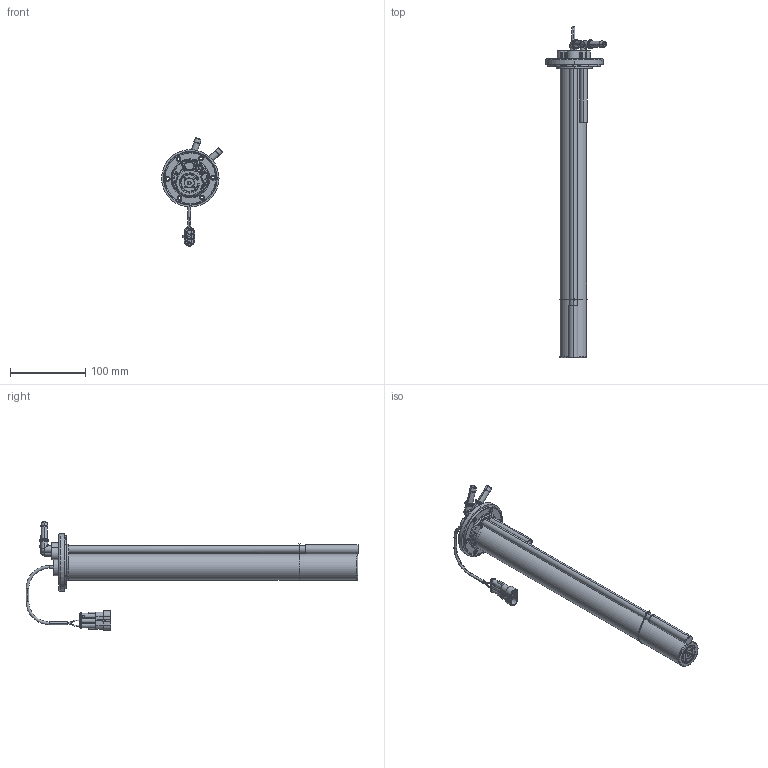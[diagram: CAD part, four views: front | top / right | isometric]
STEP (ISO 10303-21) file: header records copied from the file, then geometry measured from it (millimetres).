
FILE_DESCRIPTION (( 'STEP AP214' ), '1' );
FILE_NAME ('IMRPB2.STEP', '2020-02-13T10:43:57', ( '' ), ( '' ), 'SwSTEP 2.0', 'SolidWorks 2019', '' );
FILE_SCHEMA (( 'AUTOMOTIVE_DESIGN' ));
Length unit declared in the file: millimetre
Products named in the file (1): IMRPB2
Bounding box: 80.9 x 442.35 x 144.36 mm (x, y, z)
Surface area: 91212.5 mm2 (no closed solid volume)
Topology: 0 solids, 52 shells, 495 faces, 2482 edges, 2005 vertices
Faces by surface type: cylinder 196, plane 153, torus 103, cone 27, bspline 11, sphere 5
Entity records: 34446 total; most frequent: CARTESIAN_POINT 9821, DIRECTION 3894, ORIENTED_EDGE 3389, EDGE_CURVE 2473, VERTEX_POINT 2005, VECTOR 1418, LINE 1418, AXIS2_PLACEMENT_3D 1238
